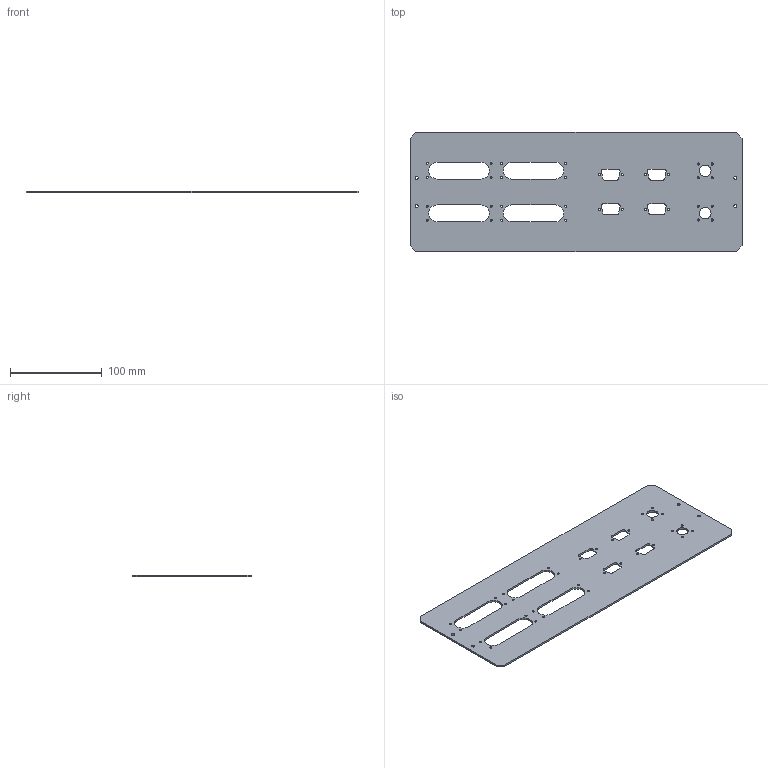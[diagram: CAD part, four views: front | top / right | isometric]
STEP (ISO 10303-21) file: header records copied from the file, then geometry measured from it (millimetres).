
FILE_DESCRIPTION(('FreeCAD Model'),'2;1');
FILE_NAME('Open CASCADE Shape Model','2023-03-16T11:12:58',(''),(''), 'Open CASCADE STEP processor 7.6','FreeCAD','Unknown');
FILE_SCHEMA(('AUTOMOTIVE_DESIGN { 1 0 10303 214 1 1 1 1 }'));
Length unit declared in the file: millimetre
Products named in the file (1): Circular_Connectors001
Bounding box: 362.5 x 130 x 2 mm (x, y, z)
Volume: 82282 mm3; surface area: 86616.2 mm2
Topology: 1 solids, 1 shells, 96 faces, 282 edges, 188 vertices
Faces by surface type: cylinder 62, plane 34
Full cylindrical faces by diameter (mm): 2.261 x32, 3.5 x4, 12.7 x2
Entity records: 7086 total; most frequent: CARTESIAN_POINT 1203, DIRECTION 1112, ORIENTED_EDGE 564, PCURVE 564, DEFINITIONAL_REPRESENTATION 564, LINE 550, VECTOR 550, EDGE_CURVE 282
